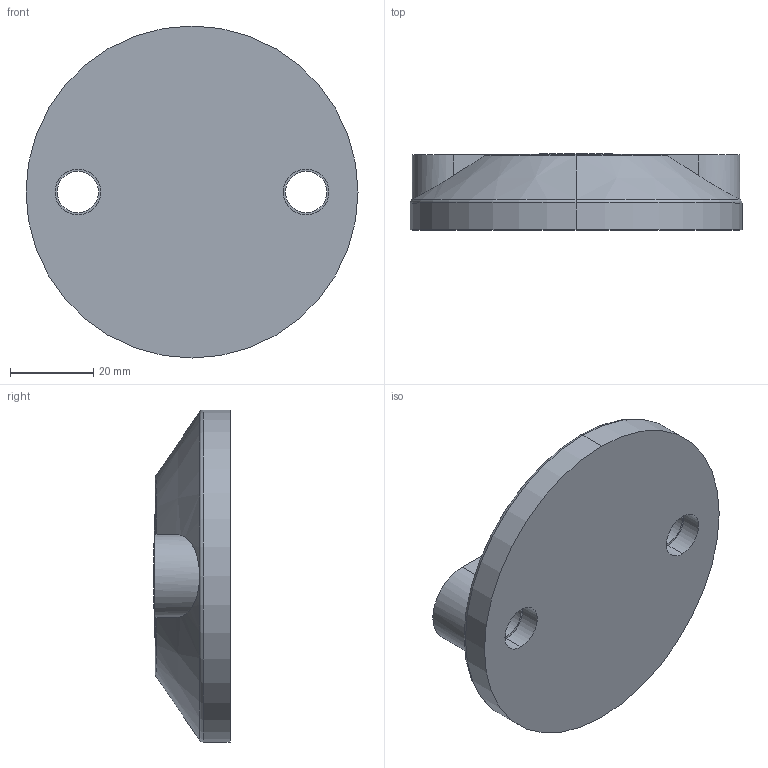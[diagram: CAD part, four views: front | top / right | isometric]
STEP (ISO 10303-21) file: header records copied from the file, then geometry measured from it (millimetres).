
FILE_DESCRIPTION (( 'STEP AP214' ), '1' );
FILE_NAME ('T29 Ïÿòêà îïîðû ðåãóëèðóåìîé Ô80.STEP', '2019-05-27T07:29:16', ( 'Windows User' ), ( '' ), 'SwSTEP 2.0', 'SolidWorks 2018', '' );
FILE_SCHEMA (( 'AUTOMOTIVE_DESIGN' ));
Length unit declared in the file: millimetre
Products named in the file (1): T29 Ïÿòêà îïîðû ðåãóëèðóåìîé Ô80
Bounding box: 80 x 18.35 x 80 mm (x, y, z)
Volume: 68462.1 mm3; surface area: 14843.7 mm2
Topology: 1 solids, 1 shells, 37 faces, 86 edges, 54 vertices
Faces by surface type: cylinder 14, plane 12, torus 5, cone 4, sphere 2
Entity records: 1220 total; most frequent: CARTESIAN_POINT 308, DIRECTION 200, ORIENTED_EDGE 172, AXIS2_PLACEMENT_3D 86, EDGE_CURVE 86, VERTEX_POINT 54, CIRCLE 48, EDGE_LOOP 44
